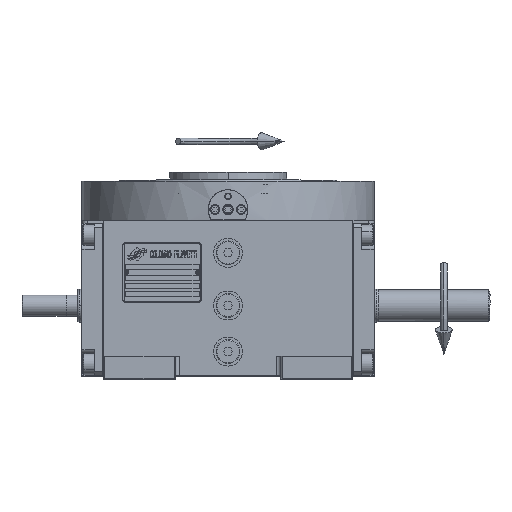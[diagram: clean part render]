
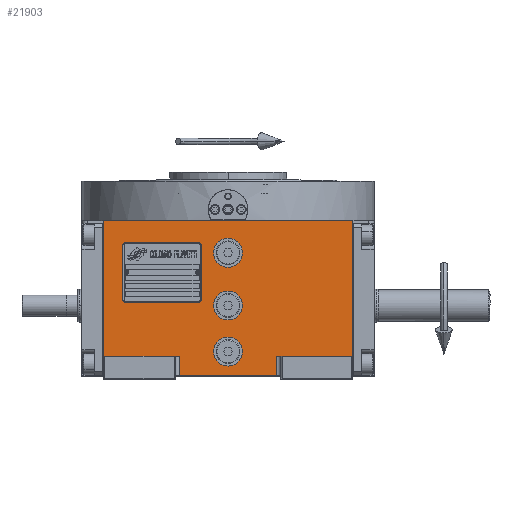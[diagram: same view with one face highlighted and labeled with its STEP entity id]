
A CAD part, top view. The second image highlights one B-rep face of the part: STEP entity #21903.
In plain terms, the highlighted planar face has unit normal (0, 0, 1).
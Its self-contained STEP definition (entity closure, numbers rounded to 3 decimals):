
#562 = LINE ( 'NONE', #52013, #56874 ) ;
#1090 = DIRECTION ( 'NONE',  ( 1., 0., 0. ) ) ;
#1298 = CARTESIAN_POINT ( 'NONE',  ( 37., -38.5, 163.5 ) ) ;
#1955 = CIRCLE ( 'NONE', #8467, 11. ) ;
#2135 = AXIS2_PLACEMENT_3D ( 'NONE', #49173, #64830, #2516 ) ;
#2433 = DIRECTION ( 'NONE',  ( 1., 0., 0. ) ) ;
#2516 = DIRECTION ( 'NONE',  ( 1., 0., 0. ) ) ;
#2873 = EDGE_CURVE ( 'NONE', #32244, #59429, #14996, .T. ) ;
#3204 = PLANE ( 'NONE',  #43215 ) ;
#4134 = VERTEX_POINT ( 'NONE', #29831 ) ;
#4868 = EDGE_LOOP ( 'NONE', ( #5957, #41030, #48242, #52362, #7941, #43051, #46637, #55148 ) ) ;
#5167 = EDGE_CURVE ( 'NONE', #59429, #32244, #5378, .T. ) ;
#5378 = CIRCLE ( 'NONE', #2135, 11. ) ;
#5957 = ORIENTED_EDGE ( 'NONE', *, *, #64932, .T. ) ;
#7421 = CARTESIAN_POINT ( 'NONE',  ( -11., -35., 163.5 ) ) ;
#7941 = ORIENTED_EDGE ( 'NONE', *, *, #17481, .F. ) ;
#8137 = CARTESIAN_POINT ( 'NONE',  ( 11., -35., 163.5 ) ) ;
#8467 = AXIS2_PLACEMENT_3D ( 'NONE', #67299, #61847, #66618 ) ;
#9416 = DIRECTION ( 'NONE',  ( -1., 0., 0. ) ) ;
#9796 = EDGE_LOOP ( 'NONE', ( #22125, #26027 ) ) ;
#11841 = LINE ( 'NONE', #64285, #32592 ) ;
#12048 = CARTESIAN_POINT ( 'NONE',  ( -11., 40., 163.5 ) ) ;
#12420 = DIRECTION ( 'NONE',  ( 0., 0., 1. ) ) ;
#12688 = ORIENTED_EDGE ( 'NONE', *, *, #60976, .F. ) ;
#13868 = ORIENTED_EDGE ( 'NONE', *, *, #5167, .F. ) ;
#14276 = CARTESIAN_POINT ( 'NONE',  ( -94.5, 64.5, 163.5 ) ) ;
#14996 = CIRCLE ( 'NONE', #16061, 11. ) ;
#15408 = VECTOR ( 'NONE', #17990, 1000. ) ;
#15860 = VERTEX_POINT ( 'NONE', #65245 ) ;
#15915 = CARTESIAN_POINT ( 'NONE',  ( -11., 0., 163.5 ) ) ;
#16061 = AXIS2_PLACEMENT_3D ( 'NONE', #29487, #44502, #9416 ) ;
#16070 = LINE ( 'NONE', #20824, #59468 ) ;
#16317 = ORIENTED_EDGE ( 'NONE', *, *, #44916, .F. ) ;
#16508 = VERTEX_POINT ( 'NONE', #62705 ) ;
#17154 = DIRECTION ( 'NONE',  ( 0., 0., 1. ) ) ;
#17331 = LINE ( 'NONE', #23752, #15408 ) ;
#17481 = EDGE_CURVE ( 'NONE', #41816, #39146, #16070, .T. ) ;
#17563 = EDGE_CURVE ( 'NONE', #52812, #66354, #33337, .T. ) ;
#17937 = CARTESIAN_POINT ( 'NONE',  ( 11., 40., 163.5 ) ) ;
#17990 = DIRECTION ( 'NONE',  ( 0., 1., 0. ) ) ;
#20824 = CARTESIAN_POINT ( 'NONE',  ( -94.5, 64.5, 163.5 ) ) ;
#21692 = EDGE_LOOP ( 'NONE', ( #16317, #12688 ) ) ;
#21903 = ADVANCED_FACE ( 'NONE', ( #59062, #23625, #65196, #39262 ), #3204, .T. ) ;
#22125 = ORIENTED_EDGE ( 'NONE', *, *, #17563, .F. ) ;
#22271 = CARTESIAN_POINT ( 'NONE',  ( 94.5, 64.5, 163.5 ) ) ;
#23625 = FACE_BOUND ( 'NONE', #9796, .T. ) ;
#23752 = CARTESIAN_POINT ( 'NONE',  ( -94.5, -38.5, 163.5 ) ) ;
#24417 = VERTEX_POINT ( 'NONE', #1298 ) ;
#24638 = AXIS2_PLACEMENT_3D ( 'NONE', #64419, #33057, #2433 ) ;
#25685 = ORIENTED_EDGE ( 'NONE', *, *, #2873, .F. ) ;
#26027 = ORIENTED_EDGE ( 'NONE', *, *, #56910, .F. ) ;
#26229 = AXIS2_PLACEMENT_3D ( 'NONE', #48825, #17154, #49158 ) ;
#26494 = CARTESIAN_POINT ( 'NONE',  ( -94.5, -38.5, 163.5 ) ) ;
#27751 = EDGE_CURVE ( 'NONE', #59633, #41816, #17331, .T. ) ;
#28012 = LINE ( 'NONE', #33104, #33118 ) ;
#28718 = CIRCLE ( 'NONE', #46121, 11. ) ;
#28913 = VERTEX_POINT ( 'NONE', #66826 ) ;
#29324 = EDGE_CURVE ( 'NONE', #15860, #60978, #562, .T. ) ;
#29487 = CARTESIAN_POINT ( 'NONE',  ( 0., 40., 163.5 ) ) ;
#29831 = CARTESIAN_POINT ( 'NONE',  ( 37., -53.5, 163.5 ) ) ;
#30884 = EDGE_CURVE ( 'NONE', #16508, #39146, #48812, .T. ) ;
#31933 = LINE ( 'NONE', #26494, #45967 ) ;
#32244 = VERTEX_POINT ( 'NONE', #12048 ) ;
#32592 = VECTOR ( 'NONE', #48267, 1000. ) ;
#32771 = DIRECTION ( 'NONE',  ( 0., 1., 0. ) ) ;
#33057 = DIRECTION ( 'NONE',  ( 0., 0., 1. ) ) ;
#33104 = CARTESIAN_POINT ( 'NONE',  ( 37., -38.5, 163.5 ) ) ;
#33118 = VECTOR ( 'NONE', #39470, 1000. ) ;
#33337 = CIRCLE ( 'NONE', #24638, 11. ) ;
#36587 = EDGE_CURVE ( 'NONE', #24417, #16508, #48494, .T. ) ;
#39146 = VERTEX_POINT ( 'NONE', #22271 ) ;
#39262 = FACE_OUTER_BOUND ( 'NONE', #4868, .T. ) ;
#39470 = DIRECTION ( 'NONE',  ( 0., -1., 0. ) ) ;
#40655 = CARTESIAN_POINT ( 'NONE',  ( 0., -35., 163.5 ) ) ;
#40778 = EDGE_LOOP ( 'NONE', ( #13868, #25685 ) ) ;
#41030 = ORIENTED_EDGE ( 'NONE', *, *, #50296, .F. ) ;
#41816 = VERTEX_POINT ( 'NONE', #14276 ) ;
#42632 = CARTESIAN_POINT ( 'NONE',  ( 94.5, -38.5, 163.5 ) ) ;
#43051 = ORIENTED_EDGE ( 'NONE', *, *, #27751, .F. ) ;
#43215 = AXIS2_PLACEMENT_3D ( 'NONE', #65518, #12420, #53638 ) ;
#43361 = DIRECTION ( 'NONE',  ( 1., 0., 0. ) ) ;
#44502 = DIRECTION ( 'NONE',  ( 0., 0., 1. ) ) ;
#44916 = EDGE_CURVE ( 'NONE', #28913, #58025, #62126, .T. ) ;
#45967 = VECTOR ( 'NONE', #47622, 1000. ) ;
#46121 = AXIS2_PLACEMENT_3D ( 'NONE', #40655, #55690, #61473 ) ;
#46179 = VECTOR ( 'NONE', #32771, 1000. ) ;
#46212 = EDGE_CURVE ( 'NONE', #59633, #60978, #31933, .T. ) ;
#46637 = ORIENTED_EDGE ( 'NONE', *, *, #46212, .T. ) ;
#47622 = DIRECTION ( 'NONE',  ( 1., 0., 0. ) ) ;
#47822 = CARTESIAN_POINT ( 'NONE',  ( 37., -38.5, 163.5 ) ) ;
#48242 = ORIENTED_EDGE ( 'NONE', *, *, #36587, .T. ) ;
#48267 = DIRECTION ( 'NONE',  ( 1., 0., 0. ) ) ;
#48494 = LINE ( 'NONE', #47822, #52021 ) ;
#48812 = LINE ( 'NONE', #42632, #46179 ) ;
#48825 = CARTESIAN_POINT ( 'NONE',  ( 0., 0., 163.5 ) ) ;
#49158 = DIRECTION ( 'NONE',  ( 1., 0., 0. ) ) ;
#49173 = CARTESIAN_POINT ( 'NONE',  ( 0., 40., 163.5 ) ) ;
#50296 = EDGE_CURVE ( 'NONE', #24417, #4134, #28012, .T. ) ;
#51619 = CARTESIAN_POINT ( 'NONE',  ( -94.5, -38.5, 163.5 ) ) ;
#51965 = CARTESIAN_POINT ( 'NONE',  ( -37., -38.5, 163.5 ) ) ;
#52013 = CARTESIAN_POINT ( 'NONE',  ( -37., -53.5, 163.5 ) ) ;
#52021 = VECTOR ( 'NONE', #43361, 1000. ) ;
#52362 = ORIENTED_EDGE ( 'NONE', *, *, #30884, .T. ) ;
#52812 = VERTEX_POINT ( 'NONE', #8137 ) ;
#53638 = DIRECTION ( 'NONE',  ( 1., 0., 0. ) ) ;
#55148 = ORIENTED_EDGE ( 'NONE', *, *, #29324, .F. ) ;
#55690 = DIRECTION ( 'NONE',  ( 0., 0., 1. ) ) ;
#56874 = VECTOR ( 'NONE', #63567, 1000. ) ;
#56910 = EDGE_CURVE ( 'NONE', #66354, #52812, #28718, .T. ) ;
#58025 = VERTEX_POINT ( 'NONE', #15915 ) ;
#59062 = FACE_BOUND ( 'NONE', #21692, .T. ) ;
#59429 = VERTEX_POINT ( 'NONE', #17937 ) ;
#59468 = VECTOR ( 'NONE', #1090, 1000. ) ;
#59633 = VERTEX_POINT ( 'NONE', #51619 ) ;
#60976 = EDGE_CURVE ( 'NONE', #58025, #28913, #1955, .T. ) ;
#60978 = VERTEX_POINT ( 'NONE', #51965 ) ;
#61473 = DIRECTION ( 'NONE',  ( -1., 0., 0. ) ) ;
#61847 = DIRECTION ( 'NONE',  ( 0., 0., 1. ) ) ;
#62126 = CIRCLE ( 'NONE', #26229, 11. ) ;
#62705 = CARTESIAN_POINT ( 'NONE',  ( 94.5, -38.5, 163.5 ) ) ;
#63567 = DIRECTION ( 'NONE',  ( 0., 1., 0. ) ) ;
#64285 = CARTESIAN_POINT ( 'NONE',  ( -37., -53.5, 163.5 ) ) ;
#64419 = CARTESIAN_POINT ( 'NONE',  ( 0., -35., 163.5 ) ) ;
#64830 = DIRECTION ( 'NONE',  ( 0., 0., 1. ) ) ;
#64932 = EDGE_CURVE ( 'NONE', #15860, #4134, #11841, .T. ) ;
#65196 = FACE_BOUND ( 'NONE', #40778, .T. ) ;
#65245 = CARTESIAN_POINT ( 'NONE',  ( -37., -53.5, 163.5 ) ) ;
#65518 = CARTESIAN_POINT ( 'NONE',  ( -94.5, -53.5, 163.5 ) ) ;
#66354 = VERTEX_POINT ( 'NONE', #7421 ) ;
#66618 = DIRECTION ( 'NONE',  ( -1., 0., 0. ) ) ;
#66826 = CARTESIAN_POINT ( 'NONE',  ( 11., 0., 163.5 ) ) ;
#67299 = CARTESIAN_POINT ( 'NONE',  ( 0., 0., 163.5 ) ) ;
